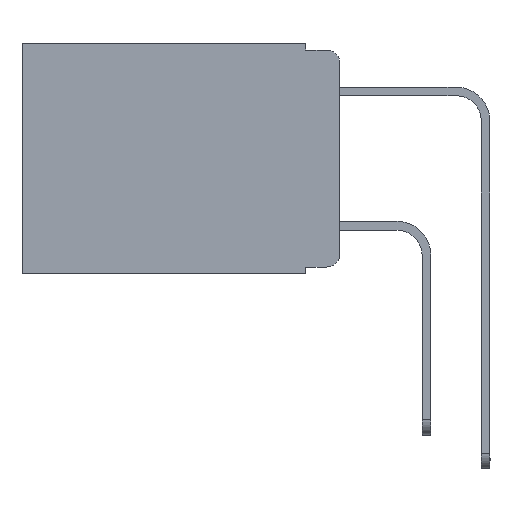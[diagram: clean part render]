
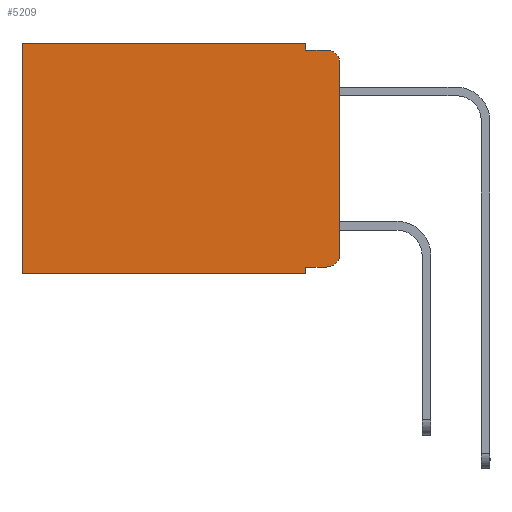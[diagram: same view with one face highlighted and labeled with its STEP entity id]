
A CAD part, left-side view. The second image highlights one B-rep face of the part: STEP entity #5209.
In plain terms, the highlighted planar face has unit normal (-1, 0, 0).
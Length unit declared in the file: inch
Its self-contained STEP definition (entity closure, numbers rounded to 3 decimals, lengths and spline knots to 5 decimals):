
#306 = VERTEX_POINT ( 'NONE', #13239 ) ;
#356 = EDGE_CURVE ( 'NONE', #7425, #6225, #10647, .T. ) ;
#358 = CARTESIAN_POINT ( 'NONE',  ( 0.298, 0., 0. ) ) ;
#411 = CARTESIAN_POINT ( 'NONE',  ( 0.298, 0.051, -0.343 ) ) ;
#440 = FACE_OUTER_BOUND ( 'NONE', #1025, .T. ) ;
#931 = DIRECTION ( 'NONE',  ( 0., 0., -1. ) ) ;
#998 = EDGE_CURVE ( 'NONE', #16817, #14289, #15685, .T. ) ;
#1025 = EDGE_LOOP ( 'NONE', ( #2024, #10440, #9544, #5740, #6442, #15076, #16862, #5167, #15737, #10583 ) ) ;
#1874 = VERTEX_POINT ( 'NONE', #12150 ) ;
#2024 = ORIENTED_EDGE ( 'NONE', *, *, #998, .F. ) ;
#2146 = CARTESIAN_POINT ( 'NONE',  ( 0.298, 0.473, 0. ) ) ;
#2239 = VERTEX_POINT ( 'NONE', #6851 ) ;
#2691 = CARTESIAN_POINT ( 'NONE',  ( 0.298, 0., -0.343 ) ) ;
#2749 = DIRECTION ( 'NONE',  ( 0., -1., 0. ) ) ;
#2951 = CARTESIAN_POINT ( 'NONE',  ( 0.298, 0.051, 0. ) ) ;
#3038 = DIRECTION ( 'NONE',  ( 1., 0., 0. ) ) ;
#3154 = CIRCLE ( 'NONE', #7283, 0.02 ) ;
#3192 = CARTESIAN_POINT ( 'NONE',  ( 0.298, 0.051, 0. ) ) ;
#3629 = VECTOR ( 'NONE', #14644, 39.37008 ) ;
#4331 = DIRECTION ( 'NONE',  ( 0., 0., -1. ) ) ;
#4363 = CARTESIAN_POINT ( 'NONE',  ( 0.298, 0.02, -0.03 ) ) ;
#4614 = EDGE_CURVE ( 'NONE', #306, #7425, #8363, .T. ) ;
#4782 = VECTOR ( 'NONE', #2749, 39.37008 ) ;
#4977 = VERTEX_POINT ( 'NONE', #15371 ) ;
#5074 = CARTESIAN_POINT ( 'NONE',  ( 0.298, 0., -0.313 ) ) ;
#5167 = ORIENTED_EDGE ( 'NONE', *, *, #4614, .F. ) ;
#5209 = ADVANCED_FACE ( 'NONE', ( #440 ), #14988, .F. ) ;
#5740 = ORIENTED_EDGE ( 'NONE', *, *, #13645, .F. ) ;
#6045 = DIRECTION ( 'NONE',  ( 0., 1., 0. ) ) ;
#6225 = VERTEX_POINT ( 'NONE', #8612 ) ;
#6442 = ORIENTED_EDGE ( 'NONE', *, *, #9424, .T. ) ;
#6637 = LINE ( 'NONE', #10614, #4782 ) ;
#6851 = CARTESIAN_POINT ( 'NONE',  ( 0.298, 0.02, -0.333 ) ) ;
#7181 = CARTESIAN_POINT ( 'NONE',  ( 0.298, 0., -0.03 ) ) ;
#7245 = CARTESIAN_POINT ( 'NONE',  ( 0.298, 0., 0. ) ) ;
#7283 = AXIS2_PLACEMENT_3D ( 'NONE', #4363, #12148, #9543 ) ;
#7425 = VERTEX_POINT ( 'NONE', #411 ) ;
#7953 = DIRECTION ( 'NONE',  ( 0., 1., 0. ) ) ;
#8302 = CARTESIAN_POINT ( 'NONE',  ( 0.298, 0.051, -0.333 ) ) ;
#8363 = LINE ( 'NONE', #3192, #12937 ) ;
#8535 = VECTOR ( 'NONE', #17056, 39.37008 ) ;
#8612 = CARTESIAN_POINT ( 'NONE',  ( 0.298, 0.473, -0.343 ) ) ;
#8630 = LINE ( 'NONE', #2146, #10630 ) ;
#9424 = EDGE_CURVE ( 'NONE', #1874, #4977, #16605, .T. ) ;
#9543 = DIRECTION ( 'NONE',  ( 0., 0., -1. ) ) ;
#9544 = ORIENTED_EDGE ( 'NONE', *, *, #12056, .F. ) ;
#9595 = VERTEX_POINT ( 'NONE', #13120 ) ;
#9631 = AXIS2_PLACEMENT_3D ( 'NONE', #358, #3038, #14900 ) ;
#10015 = AXIS2_PLACEMENT_3D ( 'NONE', #11692, #14211, #15773 ) ;
#10273 = CIRCLE ( 'NONE', #10015, 0.02 ) ;
#10440 = ORIENTED_EDGE ( 'NONE', *, *, #12617, .T. ) ;
#10583 = ORIENTED_EDGE ( 'NONE', *, *, #11572, .T. ) ;
#10614 = CARTESIAN_POINT ( 'NONE',  ( 0.298, 0.051, -0.01 ) ) ;
#10630 = VECTOR ( 'NONE', #931, 39.37008 ) ;
#10647 = LINE ( 'NONE', #2691, #12888 ) ;
#10737 = CARTESIAN_POINT ( 'NONE',  ( 0.298, 0., 0. ) ) ;
#11572 = EDGE_CURVE ( 'NONE', #2239, #14289, #10273, .T. ) ;
#11692 = CARTESIAN_POINT ( 'NONE',  ( 0.298, 0.02, -0.313 ) ) ;
#12056 = EDGE_CURVE ( 'NONE', #9595, #13342, #6637, .T. ) ;
#12148 = DIRECTION ( 'NONE',  ( -1., 0., 0. ) ) ;
#12150 = CARTESIAN_POINT ( 'NONE',  ( 0.298, 0.051, 0. ) ) ;
#12617 = EDGE_CURVE ( 'NONE', #16817, #13342, #3154, .T. ) ;
#12888 = VECTOR ( 'NONE', #7953, 39.37008 ) ;
#12937 = VECTOR ( 'NONE', #16169, 39.37008 ) ;
#13120 = CARTESIAN_POINT ( 'NONE',  ( 0.298, 0.051, -0.01 ) ) ;
#13239 = CARTESIAN_POINT ( 'NONE',  ( 0.298, 0.051, -0.333 ) ) ;
#13342 = VERTEX_POINT ( 'NONE', #15366 ) ;
#13385 = VECTOR ( 'NONE', #4331, 39.37008 ) ;
#13645 = EDGE_CURVE ( 'NONE', #1874, #9595, #14491, .T. ) ;
#14211 = DIRECTION ( 'NONE',  ( -1., 0., 0. ) ) ;
#14232 = EDGE_CURVE ( 'NONE', #4977, #6225, #8630, .T. ) ;
#14289 = VERTEX_POINT ( 'NONE', #5074 ) ;
#14491 = LINE ( 'NONE', #2951, #13385 ) ;
#14644 = DIRECTION ( 'NONE',  ( 0., -1., 0. ) ) ;
#14900 = DIRECTION ( 'NONE',  ( 0., 0., -1. ) ) ;
#14904 = LINE ( 'NONE', #8302, #3629 ) ;
#14988 = PLANE ( 'NONE',  #9631 ) ;
#15076 = ORIENTED_EDGE ( 'NONE', *, *, #14232, .T. ) ;
#15366 = CARTESIAN_POINT ( 'NONE',  ( 0.298, 0.02, -0.01 ) ) ;
#15371 = CARTESIAN_POINT ( 'NONE',  ( 0.298, 0.473, 0. ) ) ;
#15537 = VECTOR ( 'NONE', #6045, 39.37008 ) ;
#15685 = LINE ( 'NONE', #10737, #8535 ) ;
#15737 = ORIENTED_EDGE ( 'NONE', *, *, #16751, .T. ) ;
#15773 = DIRECTION ( 'NONE',  ( 0., 0., -1. ) ) ;
#16169 = DIRECTION ( 'NONE',  ( 0., 0., -1. ) ) ;
#16605 = LINE ( 'NONE', #7245, #15537 ) ;
#16751 = EDGE_CURVE ( 'NONE', #306, #2239, #14904, .T. ) ;
#16817 = VERTEX_POINT ( 'NONE', #7181 ) ;
#16862 = ORIENTED_EDGE ( 'NONE', *, *, #356, .F. ) ;
#17056 = DIRECTION ( 'NONE',  ( 0., 0., -1. ) ) ;
